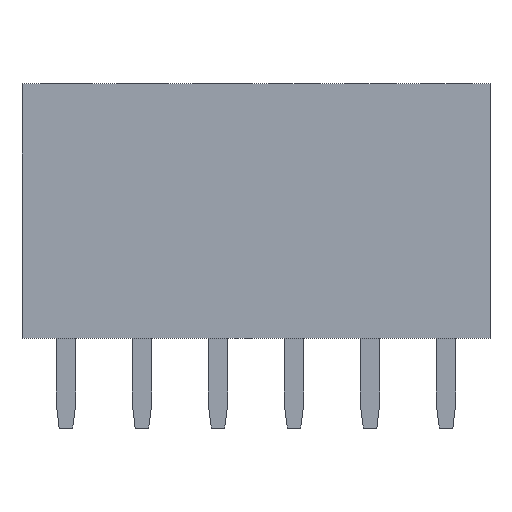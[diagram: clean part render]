
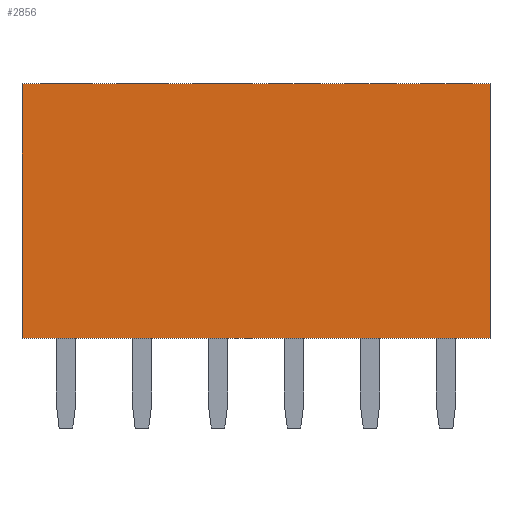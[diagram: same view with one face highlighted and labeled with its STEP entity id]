
A CAD part, top view. The second image highlights one B-rep face of the part: STEP entity #2856.
In plain terms, the highlighted planar face has unit normal (0, 0, 1).
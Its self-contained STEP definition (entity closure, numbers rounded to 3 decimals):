
#218=FACE_OUTER_BOUND('',#393,.T.);
#393=EDGE_LOOP('',(#2240,#2241,#2242,#2243));
#469=LINE('',#4015,#826);
#670=LINE('',#4425,#1027);
#677=LINE('',#4438,#1034);
#678=LINE('',#4439,#1035);
#826=VECTOR('',#3232,15.64);
#1027=VECTOR('',#3595,15.64);
#1034=VECTOR('',#3606,8.5);
#1035=VECTOR('',#3607,8.5);
#1183=VERTEX_POINT('',#4012);
#1184=VERTEX_POINT('',#4014);
#1311=VERTEX_POINT('',#4423);
#1312=VERTEX_POINT('',#4424);
#1437=EDGE_CURVE('',#1183,#1184,#469,.T.);
#1638=EDGE_CURVE('',#1311,#1312,#670,.T.);
#1645=EDGE_CURVE('',#1183,#1311,#677,.T.);
#1646=EDGE_CURVE('',#1184,#1312,#678,.T.);
#2240=ORIENTED_EDGE('',*,*,#1437,.F.);
#2241=ORIENTED_EDGE('',*,*,#1645,.T.);
#2242=ORIENTED_EDGE('',*,*,#1638,.T.);
#2243=ORIENTED_EDGE('',*,*,#1646,.F.);
#2721=PLANE('',#3095);
#2856=ADVANCED_FACE('',(#218),#2721,.T.);
#3095=AXIS2_PLACEMENT_3D('',#4437,#3604,#3605);
#3232=DIRECTION('',(1.,0.,0.));
#3595=DIRECTION('',(1.,0.,0.));
#3604=DIRECTION('center_axis',(0.,0.,1.));
#3605=DIRECTION('ref_axis',(1.,0.,0.));
#3606=DIRECTION('',(0.,-1.,0.));
#3607=DIRECTION('',(0.,-1.,0.));
#4012=CARTESIAN_POINT('',(-14.17,0.,1.25));
#4014=CARTESIAN_POINT('',(1.47,0.,1.25));
#4015=CARTESIAN_POINT('',(-14.17,0.,1.25));
#4423=CARTESIAN_POINT('',(-14.17,-8.5,1.25));
#4424=CARTESIAN_POINT('',(1.47,-8.5,1.25));
#4425=CARTESIAN_POINT('',(-14.17,-8.5,1.25));
#4437=CARTESIAN_POINT('Origin',(-1.27,0.,1.25));
#4438=CARTESIAN_POINT('',(-14.17,0.,1.25));
#4439=CARTESIAN_POINT('',(1.47,0.,1.25));
